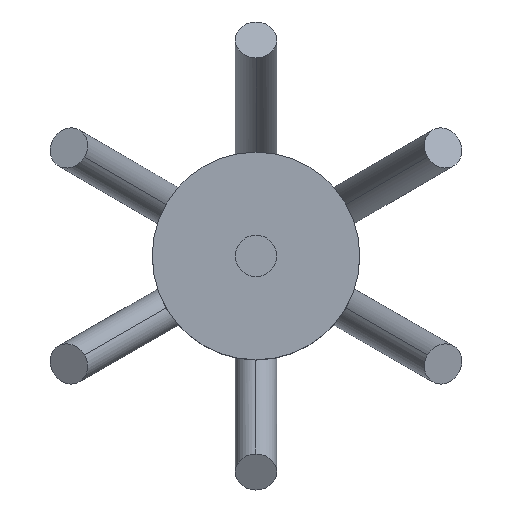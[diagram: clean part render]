
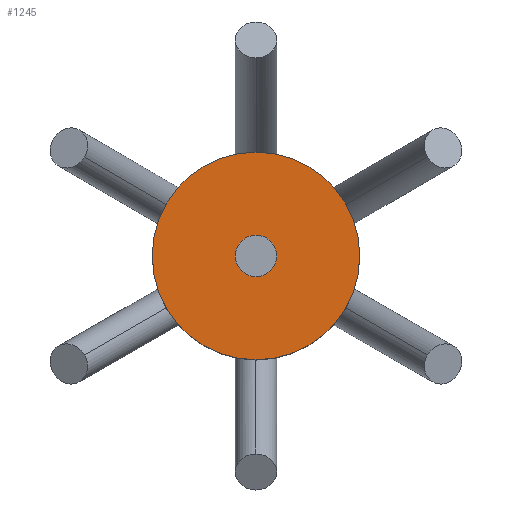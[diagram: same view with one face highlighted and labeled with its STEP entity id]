
A CAD part, top view. The second image highlights one B-rep face of the part: STEP entity #1245.
In plain terms, the highlighted planar face has unit normal (0, 0, 1).
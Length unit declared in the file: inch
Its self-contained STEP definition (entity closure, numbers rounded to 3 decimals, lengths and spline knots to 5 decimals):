
#26 = FACE_OUTER_BOUND ( 'NONE', #376, .T. ) ;
#30 = DIRECTION ( 'NONE',  ( 1., 0., 0. ) ) ;
#86 = DIRECTION ( 'NONE',  ( 1., 0., 0. ) ) ;
#110 = AXIS2_PLACEMENT_3D ( 'NONE', #165, #420, #896 ) ;
#165 = CARTESIAN_POINT ( 'NONE',  ( 0., 0., 0.04 ) ) ;
#166 = ORIENTED_EDGE ( 'NONE', *, *, #1006, .T. ) ;
#171 = AXIS2_PLACEMENT_3D ( 'NONE', #465, #361, #806 ) ;
#191 = EDGE_CURVE ( 'NONE', #867, #1024, #1428, .T. ) ;
#225 = CARTESIAN_POINT ( 'NONE',  ( -0.025, 0., 0.04 ) ) ;
#261 = ORIENTED_EDGE ( 'NONE', *, *, #826, .F. ) ;
#314 = EDGE_CURVE ( 'NONE', #1379, #746, #1366, .T. ) ;
#316 = CARTESIAN_POINT ( 'NONE',  ( 0., 0., 0.04 ) ) ;
#361 = DIRECTION ( 'NONE',  ( 0., 0., 1. ) ) ;
#376 = EDGE_LOOP ( 'NONE', ( #166, #831 ) ) ;
#415 = DIRECTION ( 'NONE',  ( 0., 0., 1. ) ) ;
#420 = DIRECTION ( 'NONE',  ( 0., 0., 1. ) ) ;
#426 = CARTESIAN_POINT ( 'NONE',  ( 0., 0., 0.04 ) ) ;
#465 = CARTESIAN_POINT ( 'NONE',  ( 0., 0., 0.04 ) ) ;
#484 = ORIENTED_EDGE ( 'NONE', *, *, #314, .F. ) ;
#544 = AXIS2_PLACEMENT_3D ( 'NONE', #833, #1179, #30 ) ;
#551 = CARTESIAN_POINT ( 'NONE',  ( -0.005, 0., 0.04 ) ) ;
#710 = AXIS2_PLACEMENT_3D ( 'NONE', #426, #415, #86 ) ;
#746 = VERTEX_POINT ( 'NONE', #551 ) ;
#806 = DIRECTION ( 'NONE',  ( 1., 0., 0. ) ) ;
#826 = EDGE_CURVE ( 'NONE', #746, #1379, #1066, .T. ) ;
#831 = ORIENTED_EDGE ( 'NONE', *, *, #191, .T. ) ;
#833 = CARTESIAN_POINT ( 'NONE',  ( 0., 0., 0.04 ) ) ;
#867 = VERTEX_POINT ( 'NONE', #1269 ) ;
#896 = DIRECTION ( 'NONE',  ( 1., 0., 0. ) ) ;
#903 = FACE_BOUND ( 'NONE', #1331, .T. ) ;
#916 = PLANE ( 'NONE',  #171 ) ;
#981 = DIRECTION ( 'NONE',  ( 1., 0., 0. ) ) ;
#1006 = EDGE_CURVE ( 'NONE', #1024, #867, #1252, .T. ) ;
#1024 = VERTEX_POINT ( 'NONE', #225 ) ;
#1066 = CIRCLE ( 'NONE', #544, 0.005 ) ;
#1113 = AXIS2_PLACEMENT_3D ( 'NONE', #316, #1426, #981 ) ;
#1175 = CARTESIAN_POINT ( 'NONE',  ( 0.005, 0., 0.04 ) ) ;
#1179 = DIRECTION ( 'NONE',  ( 0., 0., 1. ) ) ;
#1245 = ADVANCED_FACE ( 'NONE', ( #26, #903 ), #916, .T. ) ;
#1252 = CIRCLE ( 'NONE', #1113, 0.025 ) ;
#1269 = CARTESIAN_POINT ( 'NONE',  ( 0.025, 0., 0.04 ) ) ;
#1331 = EDGE_LOOP ( 'NONE', ( #261, #484 ) ) ;
#1366 = CIRCLE ( 'NONE', #710, 0.005 ) ;
#1379 = VERTEX_POINT ( 'NONE', #1175 ) ;
#1426 = DIRECTION ( 'NONE',  ( 0., 0., 1. ) ) ;
#1428 = CIRCLE ( 'NONE', #110, 0.025 ) ;
